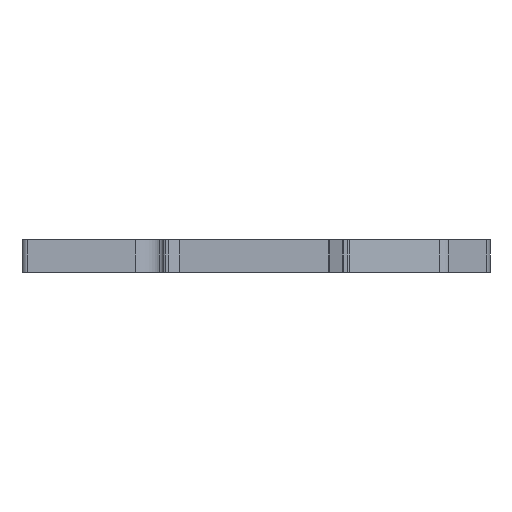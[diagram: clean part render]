
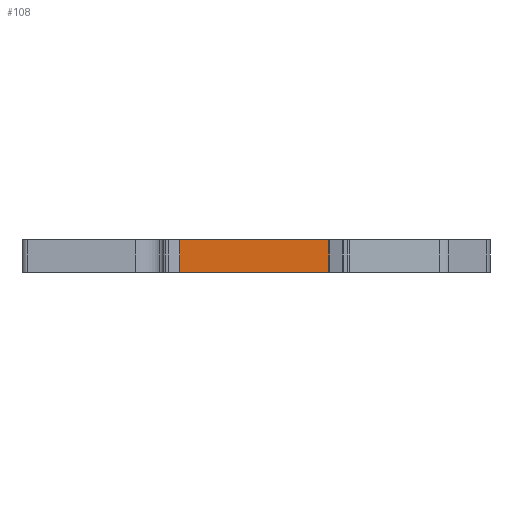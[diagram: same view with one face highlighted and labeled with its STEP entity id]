
A CAD part, front view. The second image highlights one B-rep face of the part: STEP entity #108.
In plain terms, the highlighted planar face has unit normal (0, -1, 0).
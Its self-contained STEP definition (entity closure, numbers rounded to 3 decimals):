
#108 = ADVANCED_FACE ( 'NONE', ( #9002 ), #5560, .F. ) ;
#1420 = EDGE_CURVE ( 'NONE', #17112, #5049, #2842, .T. ) ;
#1619 = ORIENTED_EDGE ( 'NONE', *, *, #8896, .F. ) ;
#2337 = AXIS2_PLACEMENT_3D ( 'NONE', #3054, #6191, #6187 ) ;
#2666 = LINE ( 'NONE', #10050, #9427 ) ;
#2842 = LINE ( 'NONE', #15588, #7955 ) ;
#3054 = CARTESIAN_POINT ( 'NONE',  ( -365.995, 7.234, 166.124 ) ) ;
#3280 = CARTESIAN_POINT ( 'NONE',  ( -337.669, 7.234, 166.074 ) ) ;
#4744 = CARTESIAN_POINT ( 'NONE',  ( -365.995, 7.234, 160.124 ) ) ;
#5049 = VERTEX_POINT ( 'NONE', #11961 ) ;
#5057 = DIRECTION ( 'NONE',  ( 1., 0., 0. ) ) ;
#5096 = DIRECTION ( 'NONE',  ( 0., 0., -1. ) ) ;
#5560 = PLANE ( 'NONE',  #2337 ) ;
#5648 = CARTESIAN_POINT ( 'NONE',  ( -337.669, 7.234, 160.124 ) ) ;
#5909 = EDGE_CURVE ( 'NONE', #17112, #8118, #9552, .T. ) ;
#6122 = LINE ( 'NONE', #4744, #13271 ) ;
#6187 = DIRECTION ( 'NONE',  ( -1., 0., 0. ) ) ;
#6191 = DIRECTION ( 'NONE',  ( 0., 1., 0. ) ) ;
#6307 = VERTEX_POINT ( 'NONE', #5648 ) ;
#6516 = ORIENTED_EDGE ( 'NONE', *, *, #13015, .T. ) ;
#7955 = VECTOR ( 'NONE', #5096, 1000. ) ;
#8118 = VERTEX_POINT ( 'NONE', #3280 ) ;
#8549 = DIRECTION ( 'NONE',  ( 0., 0., -1. ) ) ;
#8753 = ORIENTED_EDGE ( 'NONE', *, *, #1420, .T. ) ;
#8896 = EDGE_CURVE ( 'NONE', #8118, #6307, #2666, .T. ) ;
#9002 = FACE_OUTER_BOUND ( 'NONE', #13335, .T. ) ;
#9210 = DIRECTION ( 'NONE',  ( 1., 0., 0. ) ) ;
#9427 = VECTOR ( 'NONE', #8549, 1000. ) ;
#9552 = LINE ( 'NONE', #12258, #16408 ) ;
#10050 = CARTESIAN_POINT ( 'NONE',  ( -337.669, 7.234, 166.124 ) ) ;
#11961 = CARTESIAN_POINT ( 'NONE',  ( -365.995, 7.234, 160.124 ) ) ;
#12258 = CARTESIAN_POINT ( 'NONE',  ( -365.995, 7.234, 166.074 ) ) ;
#12419 = ORIENTED_EDGE ( 'NONE', *, *, #5909, .F. ) ;
#13015 = EDGE_CURVE ( 'NONE', #5049, #6307, #6122, .T. ) ;
#13271 = VECTOR ( 'NONE', #5057, 1000. ) ;
#13335 = EDGE_LOOP ( 'NONE', ( #12419, #8753, #6516, #1619 ) ) ;
#15588 = CARTESIAN_POINT ( 'NONE',  ( -365.995, 7.234, 166.124 ) ) ;
#16138 = CARTESIAN_POINT ( 'NONE',  ( -365.995, 7.234, 166.074 ) ) ;
#16408 = VECTOR ( 'NONE', #9210, 1000. ) ;
#17112 = VERTEX_POINT ( 'NONE', #16138 ) ;
